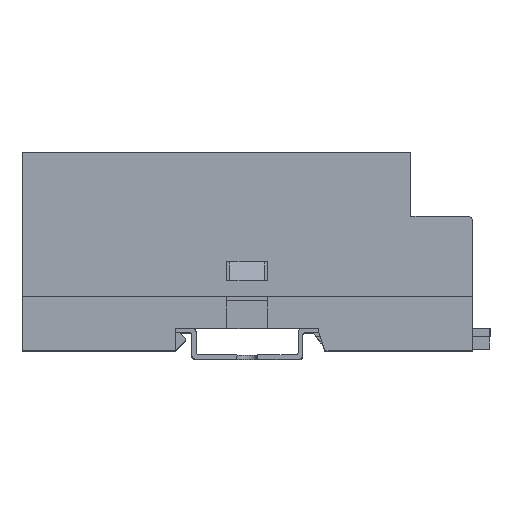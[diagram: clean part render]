
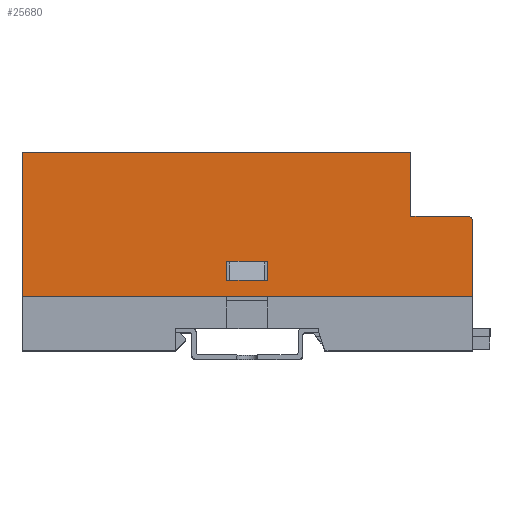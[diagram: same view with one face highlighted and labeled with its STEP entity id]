
A CAD part, top view. The second image highlights one B-rep face of the part: STEP entity #25680.
In plain terms, the highlighted face is planar.
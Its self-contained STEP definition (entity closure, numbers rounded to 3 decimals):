
#1157 = VERTEX_POINT ( 'NONE', #13150 ) ;
#1350 = CARTESIAN_POINT ( 'NONE',  ( -55., 35.3, -35. ) ) ;
#1567 = ORIENTED_EDGE ( 'NONE', *, *, #11324, .F. ) ;
#2493 = DIRECTION ( 'NONE',  ( 1., 0., 0. ) ) ;
#3303 = CARTESIAN_POINT ( 'NONE',  ( 5., 8.7, -35. ) ) ;
#3543 = VERTEX_POINT ( 'NONE', #16462 ) ;
#3566 = EDGE_CURVE ( 'NONE', #3543, #11109, #28234, .T. ) ;
#3874 = EDGE_LOOP ( 'NONE', ( #1567, #19003, #26447, #3947 ) ) ;
#3947 = ORIENTED_EDGE ( 'NONE', *, *, #26150, .F. ) ;
#4099 = ORIENTED_EDGE ( 'NONE', *, *, #26918, .F. ) ;
#4321 = ORIENTED_EDGE ( 'NONE', *, *, #3566, .T. ) ;
#4367 = CARTESIAN_POINT ( 'NONE',  ( -54., 18.6, -35. ) ) ;
#5383 = VERTEX_POINT ( 'NONE', #3303 ) ;
#5518 = EDGE_CURVE ( 'NONE', #27333, #6193, #19668, .T. ) ;
#5592 = CARTESIAN_POINT ( 'NONE',  ( -40., 19.6, -35. ) ) ;
#5659 = CARTESIAN_POINT ( 'NONE',  ( 5., 4., -35. ) ) ;
#5727 = CARTESIAN_POINT ( 'NONE',  ( -5., 8.7, -35. ) ) ;
#6011 = AXIS2_PLACEMENT_3D ( 'NONE', #1350, #28332, #21971 ) ;
#6193 = VERTEX_POINT ( 'NONE', #25530 ) ;
#6515 = LINE ( 'NONE', #12383, #8996 ) ;
#6804 = LINE ( 'NONE', #20227, #20947 ) ;
#6936 = LINE ( 'NONE', #11054, #11856 ) ;
#7200 = CARTESIAN_POINT ( 'NONE',  ( -55., 18.6, -35. ) ) ;
#7477 = DIRECTION ( 'NONE',  ( -1., 0., 0. ) ) ;
#8283 = VERTEX_POINT ( 'NONE', #5727 ) ;
#8309 = EDGE_LOOP ( 'NONE', ( #4099, #18474, #9251, #14958, #19483, #21425, #4321 ) ) ;
#8996 = VECTOR ( 'NONE', #21495, 1000. ) ;
#9251 = ORIENTED_EDGE ( 'NONE', *, *, #29108, .F. ) ;
#9423 = CARTESIAN_POINT ( 'NONE',  ( 5., 4., -35. ) ) ;
#10452 = EDGE_CURVE ( 'NONE', #10852, #3543, #6515, .T. ) ;
#10852 = VERTEX_POINT ( 'NONE', #16225 ) ;
#11054 = CARTESIAN_POINT ( 'NONE',  ( -55., 19.6, -35. ) ) ;
#11099 = DIRECTION ( 'NONE',  ( 0., 0., -1. ) ) ;
#11109 = VERTEX_POINT ( 'NONE', #12349 ) ;
#11324 = EDGE_CURVE ( 'NONE', #8283, #5383, #24835, .T. ) ;
#11856 = VECTOR ( 'NONE', #22494, 1000. ) ;
#12349 = CARTESIAN_POINT ( 'NONE',  ( -55., 0., -35. ) ) ;
#12383 = CARTESIAN_POINT ( 'NONE',  ( 55., 35.3, -35. ) ) ;
#13150 = CARTESIAN_POINT ( 'NONE',  ( -5., 4., -35. ) ) ;
#13262 = LINE ( 'NONE', #9423, #23906 ) ;
#13463 = LINE ( 'NONE', #19788, #16675 ) ;
#14492 = EDGE_CURVE ( 'NONE', #10852, #6193, #13463, .T. ) ;
#14958 = ORIENTED_EDGE ( 'NONE', *, *, #5518, .T. ) ;
#15321 = VECTOR ( 'NONE', #19167, 1000. ) ;
#15778 = CIRCLE ( 'NONE', #27699, 1. ) ;
#16225 = CARTESIAN_POINT ( 'NONE',  ( 55., 35.3, -35. ) ) ;
#16272 = EDGE_CURVE ( 'NONE', #1157, #8283, #24680, .T. ) ;
#16302 = DIRECTION ( 'NONE',  ( 0., 1., 0. ) ) ;
#16462 = CARTESIAN_POINT ( 'NONE',  ( 55., 0., -35. ) ) ;
#16675 = VECTOR ( 'NONE', #17399, 1000. ) ;
#17399 = DIRECTION ( 'NONE',  ( -1., 0., 0. ) ) ;
#18083 = CARTESIAN_POINT ( 'NONE',  ( 5., 8.7, -35. ) ) ;
#18377 = CARTESIAN_POINT ( 'NONE',  ( 5., 4., -35. ) ) ;
#18474 = ORIENTED_EDGE ( 'NONE', *, *, #19858, .T. ) ;
#18695 = VECTOR ( 'NONE', #29026, 1000. ) ;
#19003 = ORIENTED_EDGE ( 'NONE', *, *, #16272, .F. ) ;
#19167 = DIRECTION ( 'NONE',  ( 0., -1., 0. ) ) ;
#19483 = ORIENTED_EDGE ( 'NONE', *, *, #14492, .F. ) ;
#19550 = VERTEX_POINT ( 'NONE', #18377 ) ;
#19668 = LINE ( 'NONE', #22704, #24577 ) ;
#19788 = CARTESIAN_POINT ( 'NONE',  ( -55., 35.3, -35. ) ) ;
#19858 = EDGE_CURVE ( 'NONE', #23965, #27965, #15778, .T. ) ;
#20227 = CARTESIAN_POINT ( 'NONE',  ( -55., 35.3, -35. ) ) ;
#20277 = LINE ( 'NONE', #5659, #15321 ) ;
#20947 = VECTOR ( 'NONE', #28945, 1000. ) ;
#21425 = ORIENTED_EDGE ( 'NONE', *, *, #10452, .T. ) ;
#21495 = DIRECTION ( 'NONE',  ( 0., -1., 0. ) ) ;
#21971 = DIRECTION ( 'NONE',  ( 1., 0., 0. ) ) ;
#22093 = FACE_OUTER_BOUND ( 'NONE', #8309, .T. ) ;
#22278 = VECTOR ( 'NONE', #7477, 1000. ) ;
#22451 = FACE_BOUND ( 'NONE', #3874, .T. ) ;
#22494 = DIRECTION ( 'NONE',  ( -1., 0., 0. ) ) ;
#22704 = CARTESIAN_POINT ( 'NONE',  ( -40., 19.6, -35. ) ) ;
#22808 = DIRECTION ( 'NONE',  ( -1., 0., 0. ) ) ;
#23813 = VECTOR ( 'NONE', #24784, 1000. ) ;
#23906 = VECTOR ( 'NONE', #22808, 1000. ) ;
#23965 = VERTEX_POINT ( 'NONE', #7200 ) ;
#24097 = CARTESIAN_POINT ( 'NONE',  ( -54., 19.6, -35. ) ) ;
#24577 = VECTOR ( 'NONE', #16302, 1000. ) ;
#24625 = CARTESIAN_POINT ( 'NONE',  ( -5., 4., -35. ) ) ;
#24680 = LINE ( 'NONE', #24625, #18695 ) ;
#24784 = DIRECTION ( 'NONE',  ( 1., 0., 0. ) ) ;
#24835 = LINE ( 'NONE', #18083, #23813 ) ;
#25530 = CARTESIAN_POINT ( 'NONE',  ( -40., 35.3, -35. ) ) ;
#25621 = CARTESIAN_POINT ( 'NONE',  ( -55., 0., -35. ) ) ;
#25680 = ADVANCED_FACE ( 'NONE', ( #22451, #22093 ), #26381, .F. ) ;
#26150 = EDGE_CURVE ( 'NONE', #5383, #19550, #20277, .T. ) ;
#26381 = PLANE ( 'NONE',  #6011 ) ;
#26447 = ORIENTED_EDGE ( 'NONE', *, *, #28667, .F. ) ;
#26918 = EDGE_CURVE ( 'NONE', #23965, #11109, #6804, .T. ) ;
#27333 = VERTEX_POINT ( 'NONE', #5592 ) ;
#27699 = AXIS2_PLACEMENT_3D ( 'NONE', #4367, #11099, #2493 ) ;
#27965 = VERTEX_POINT ( 'NONE', #24097 ) ;
#28234 = LINE ( 'NONE', #25621, #22278 ) ;
#28332 = DIRECTION ( 'NONE',  ( 0., 0., 1. ) ) ;
#28667 = EDGE_CURVE ( 'NONE', #19550, #1157, #13262, .T. ) ;
#28945 = DIRECTION ( 'NONE',  ( 0., -1., 0. ) ) ;
#29026 = DIRECTION ( 'NONE',  ( 0., 1., 0. ) ) ;
#29108 = EDGE_CURVE ( 'NONE', #27333, #27965, #6936, .T. ) ;
